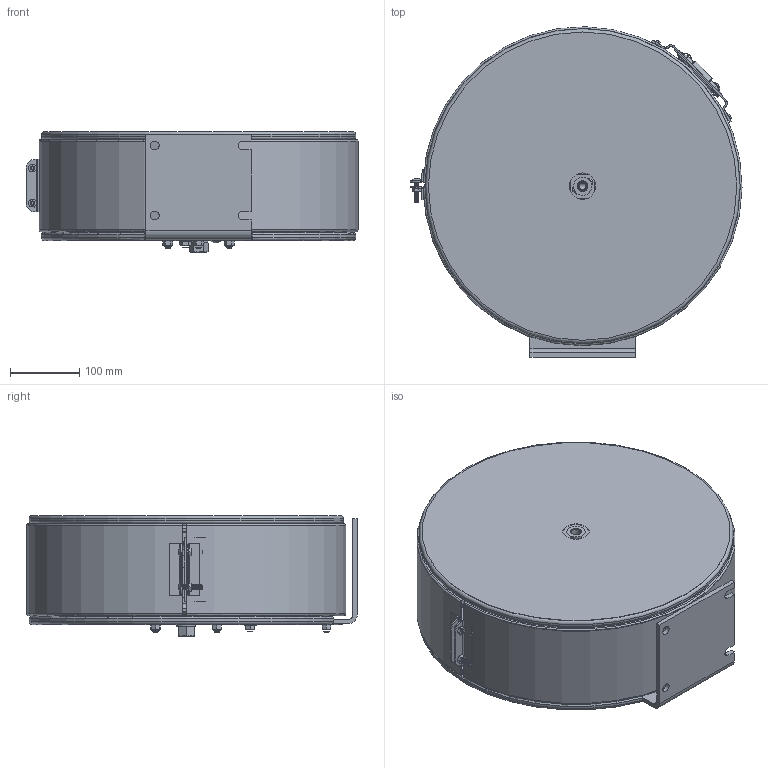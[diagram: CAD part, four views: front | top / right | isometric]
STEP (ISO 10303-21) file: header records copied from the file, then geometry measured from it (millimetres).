
FILE_DESCRIPTION(/* description */ (''),/* implementation_level */ '2;1');
FILE_NAME(/* name */ 'EN-N-325_SHARED.stp',/* time_stamp */ '2015-11-23T13:39:01-07:00',/* author */ ('JKusbel'),/* organization */ (''),/* preprocessor_version */ 'ST-DEVELOPER v15.6',/* originating_system */ 'Autodesk Inventor 2015',/* authorisation */ '');
FILE_SCHEMA (('AUTOMOTIVE_DESIGN { 1 0 10303 214 3 1 1 }'));
Length unit declared in the file: inch
Products named in the file (1): EN-N-325_SHARED
Bounding box: 480.99 x 478.57 x 174.81 mm (x, y, z)
Surface area: 1514033.3 mm2 (no closed solid volume)
Topology: 0 solids, 103 shells, 260 faces, 2353 edges, 2151 vertices
Faces by surface type: plane 147, cylinder 56, torus 23, cone 15, sphere 15, bspline 4
Full cylindrical faces by diameter (mm): 9.525 x1, 12.7 x2, 14.554 x1, 19.05 x4, 455.422 x2
Entity records: 22966 total; most frequent: CARTESIAN_POINT 8123, ORIENTED_EDGE 2552, DIRECTION 2331, EDGE_CURVE 2291, VERTEX_POINT 2137, LINE 949, VECTOR 949, AXIS2_PLACEMENT_3D 691
